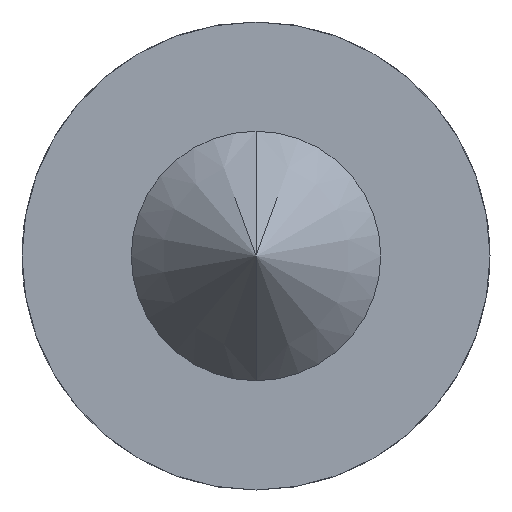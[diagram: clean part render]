
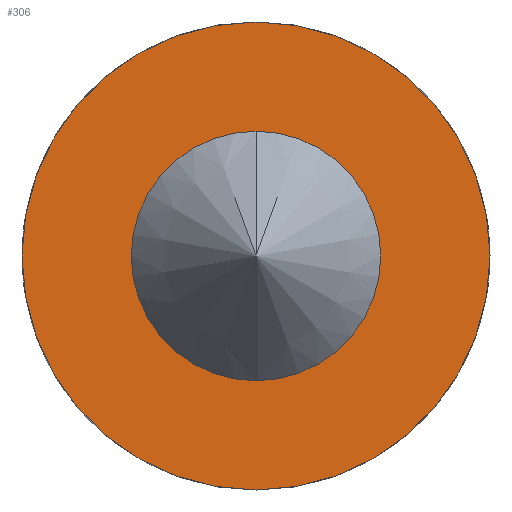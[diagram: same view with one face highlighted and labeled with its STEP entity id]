
A CAD part, front view. The second image highlights one B-rep face of the part: STEP entity #306.
In plain terms, the highlighted planar face has unit normal (0, -1, 0).
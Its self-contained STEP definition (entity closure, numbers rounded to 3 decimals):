
#17 = CARTESIAN_POINT ( 'NONE',  ( 0., 0., 3. ) ) ;
#24 = AXIS2_PLACEMENT_3D ( 'NONE', #494, #509, #506 ) ;
#40 = CIRCLE ( 'NONE', #48, 3. ) ;
#48 = AXIS2_PLACEMENT_3D ( 'NONE', #124, #125, #129 ) ;
#56 = CARTESIAN_POINT ( 'NONE',  ( 0., 0., -3. ) ) ;
#118 = CARTESIAN_POINT ( 'NONE',  ( 0., 0., 7.5 ) ) ;
#124 = CARTESIAN_POINT ( 'NONE',  ( 0., 0., 0. ) ) ;
#125 = DIRECTION ( 'NONE',  ( 0., 1., 0. ) ) ;
#129 = DIRECTION ( 'NONE',  ( 0., 0., 1. ) ) ;
#135 = CARTESIAN_POINT ( 'NONE',  ( 0., 0., -7.5 ) ) ;
#162 = DIRECTION ( 'NONE',  ( 0., 0., 1. ) ) ;
#170 = DIRECTION ( 'NONE',  ( 0., 0., 1. ) ) ;
#171 = DIRECTION ( 'NONE',  ( 0., 1., 0. ) ) ;
#172 = CARTESIAN_POINT ( 'NONE',  ( 0., 0., 0. ) ) ;
#173 = DIRECTION ( 'NONE',  ( 0., 0., 1. ) ) ;
#174 = DIRECTION ( 'NONE',  ( 0., 1., 0. ) ) ;
#175 = DIRECTION ( 'NONE',  ( 0., 1., 0. ) ) ;
#176 = CARTESIAN_POINT ( 'NONE',  ( 0., 0., 0. ) ) ;
#202 = CARTESIAN_POINT ( 'NONE',  ( 0., 0., 0. ) ) ;
#219 = AXIS2_PLACEMENT_3D ( 'NONE', #202, #174, #162 ) ;
#228 = CIRCLE ( 'NONE', #219, 7.5 ) ;
#252 = CIRCLE ( 'NONE', #270, 3. ) ;
#260 = CIRCLE ( 'NONE', #261, 7.5 ) ;
#261 = AXIS2_PLACEMENT_3D ( 'NONE', #176, #175, #173 ) ;
#270 = AXIS2_PLACEMENT_3D ( 'NONE', #172, #171, #170 ) ;
#273 = EDGE_CURVE ( 'NONE', #343, #351, #228, .T. ) ;
#289 = EDGE_CURVE ( 'NONE', #351, #343, #260, .T. ) ;
#291 = EDGE_CURVE ( 'NONE', #430, #379, #252, .T. ) ;
#306 = ADVANCED_FACE ( 'NONE', ( #442, #441 ), #492, .T. ) ;
#321 = EDGE_CURVE ( 'NONE', #379, #430, #40, .T. ) ;
#343 = VERTEX_POINT ( 'NONE', #118 ) ;
#351 = VERTEX_POINT ( 'NONE', #135 ) ;
#359 = EDGE_LOOP ( 'NONE', ( #394, #393 ) ) ;
#379 = VERTEX_POINT ( 'NONE', #56 ) ;
#393 = ORIENTED_EDGE ( 'NONE', *, *, #289, .F. ) ;
#394 = ORIENTED_EDGE ( 'NONE', *, *, #273, .F. ) ;
#396 = EDGE_LOOP ( 'NONE', ( #403, #398 ) ) ;
#398 = ORIENTED_EDGE ( 'NONE', *, *, #321, .T. ) ;
#403 = ORIENTED_EDGE ( 'NONE', *, *, #291, .T. ) ;
#430 = VERTEX_POINT ( 'NONE', #17 ) ;
#441 = FACE_OUTER_BOUND ( 'NONE', #359, .T. ) ;
#442 = FACE_BOUND ( 'NONE', #396, .T. ) ;
#492 = PLANE ( 'NONE',  #24 ) ;
#494 = CARTESIAN_POINT ( 'NONE',  ( 0., 0., 3. ) ) ;
#506 = DIRECTION ( 'NONE',  ( 0., 0., -1. ) ) ;
#509 = DIRECTION ( 'NONE',  ( 0., -1., 0. ) ) ;
